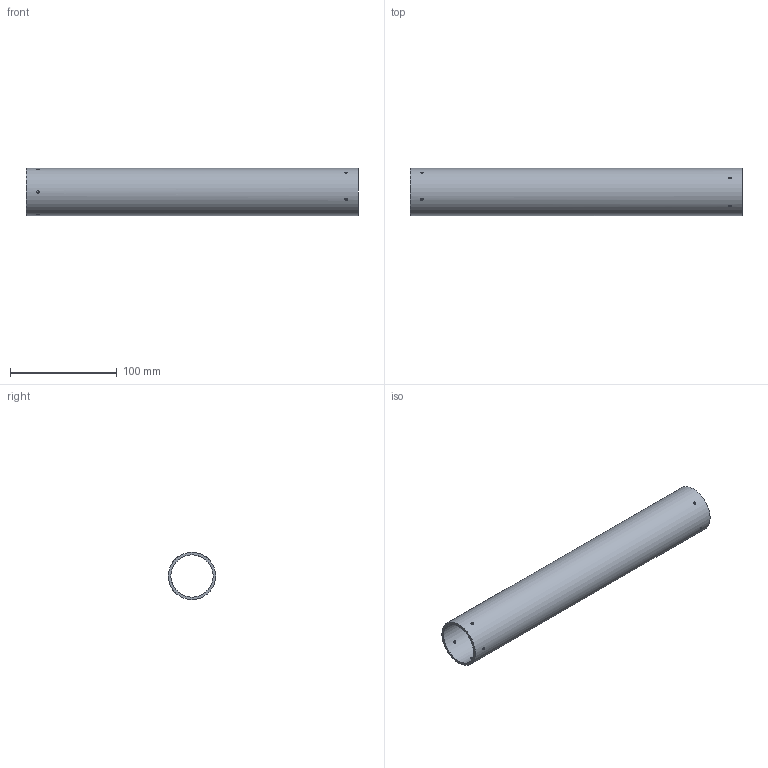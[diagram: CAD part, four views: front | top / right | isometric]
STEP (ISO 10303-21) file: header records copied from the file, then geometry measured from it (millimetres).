
FILE_DESCRIPTION(/* description */ ('STEP AP214'),/* implementation_level */ '2;1');
FILE_NAME(/* name */ '62526870ecdeb77adb8bc8f3',/* time_stamp */ '2022-04-10T05:17:36+00:00',/* author */ (''),/* organization */ (''),/* preprocessor_version */ 'ST-DEVELOPER v18.101',/* originating_system */ ' ',/* authorisation */ ' ');
FILE_SCHEMA (('AUTOMOTIVE_DESIGN {1 0 10303 214 3 1 1}'));
Length unit declared in the file: metre
Products named in the file (1): Part 400
Bounding box: 311.15 x 44.45 x 44.45 mm (x, y, z)
Volume: 97816.9 mm3; surface area: 82963.7 mm2
Topology: 1 solids, 1 shells, 14 faces, 38 edges, 26 vertices
Faces by surface type: cylinder 12, plane 2
Full cylindrical faces by diameter (mm): 2.381 x10, 39.688 x1, 44.45 x1
Entity records: 598 total; most frequent: CARTESIAN_POINT 263, ORIENTED_EDGE 48, EDGE_LOOP 48, FACE_BOUND 48, DIRECTION 38, EDGE_CURVE 24, VERTEX_POINT 24, B_SPLINE_CURVE_WITH_KNOTS 20
